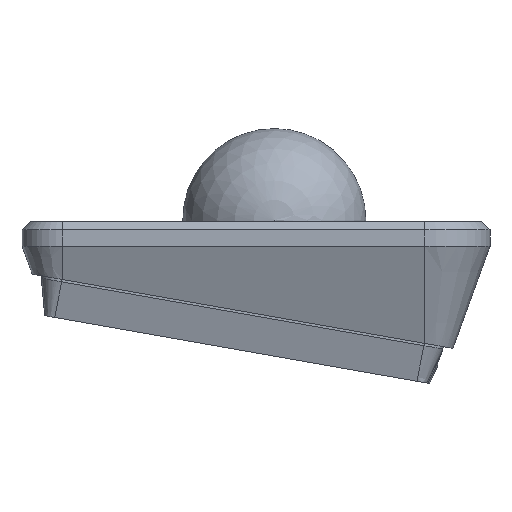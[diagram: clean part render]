
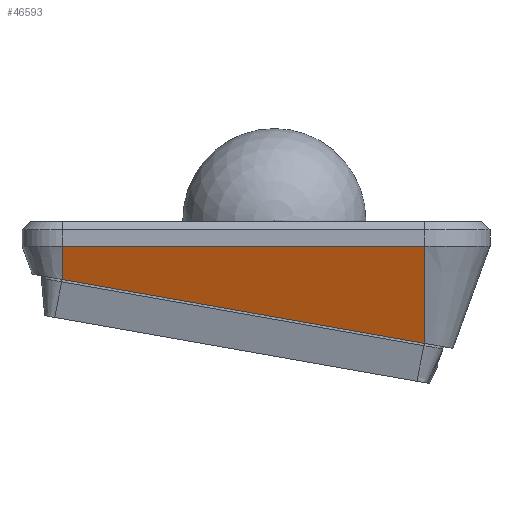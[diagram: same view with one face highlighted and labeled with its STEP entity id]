
A CAD part, front view. The second image highlights one B-rep face of the part: STEP entity #46593.
In plain terms, the highlighted planar face has unit normal (0, -0.94, -0.342).
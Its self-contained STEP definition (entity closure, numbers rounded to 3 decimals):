
#1796 = ORIENTED_EDGE ( 'NONE', *, *, #2623, .F. ) ;
#1875 = CARTESIAN_POINT ( 'NONE',  ( 38.03, -47.026, 6.251 ) ) ;
#2623 = EDGE_CURVE ( 'NONE', #32747, #24058, #9209, .T. ) ;
#2936 = LINE ( 'NONE', #6948, #39137 ) ;
#6948 = CARTESIAN_POINT ( 'NONE',  ( -13.9, -53.34, 23.6 ) ) ;
#7130 = VECTOR ( 'NONE', #41799, 1000. ) ;
#8211 = LINE ( 'NONE', #33239, #22057 ) ;
#9076 = EDGE_CURVE ( 'NONE', #46061, #46720, #18882, .T. ) ;
#9209 = LINE ( 'NONE', #1875, #7130 ) ;
#9764 = DIRECTION ( 'NONE',  ( 0., -0.94, -0.342 ) ) ;
#14165 = DIRECTION ( 'NONE',  ( 1., 0., 0. ) ) ;
#14893 = EDGE_CURVE ( 'NONE', #46061, #24058, #2936, .T. ) ;
#15356 = ORIENTED_EDGE ( 'NONE', *, *, #14893, .T. ) ;
#17322 = FACE_OUTER_BOUND ( 'NONE', #34331, .T. ) ;
#18738 = AXIS2_PLACEMENT_3D ( 'NONE', #42357, #9764, #45917 ) ;
#18882 = LINE ( 'NONE', #43918, #36656 ) ;
#22057 = VECTOR ( 'NONE', #40332, 1000. ) ;
#23857 = ORIENTED_EDGE ( 'NONE', *, *, #38427, .T. ) ;
#24058 = VERTEX_POINT ( 'NONE', #24282 ) ;
#24282 = CARTESIAN_POINT ( 'NONE',  ( -13.9, -50.358, 15.408 ) ) ;
#32238 = ORIENTED_EDGE ( 'NONE', *, *, #9076, .F. ) ;
#32747 = VERTEX_POINT ( 'NONE', #33419 ) ;
#33239 = CARTESIAN_POINT ( 'NONE',  ( 75.1, -47.153, 6.6 ) ) ;
#33419 = CARTESIAN_POINT ( 'NONE',  ( 75.1, -44.647, -0.285 ) ) ;
#34331 = EDGE_LOOP ( 'NONE', ( #23857, #32238, #15356, #1796 ) ) ;
#36656 = VECTOR ( 'NONE', #14165, 1000. ) ;
#38427 = EDGE_CURVE ( 'NONE', #32747, #46720, #8211, .T. ) ;
#39137 = VECTOR ( 'NONE', #46416, 1000. ) ;
#40332 = DIRECTION ( 'NONE',  ( 0., -0.342, 0.94 ) ) ;
#41799 = DIRECTION ( 'NONE',  ( -0.983, -0.063, 0.173 ) ) ;
#41895 = PLANE ( 'NONE',  #18738 ) ;
#42132 = CARTESIAN_POINT ( 'NONE',  ( 75.1, -53.34, 23.6 ) ) ;
#42357 = CARTESIAN_POINT ( 'NONE',  ( 38.1, -47.153, 6.6 ) ) ;
#43918 = CARTESIAN_POINT ( 'NONE',  ( 75.1, -53.34, 23.6 ) ) ;
#45562 = CARTESIAN_POINT ( 'NONE',  ( -13.9, -53.34, 23.6 ) ) ;
#45917 = DIRECTION ( 'NONE',  ( 1., 0., 0. ) ) ;
#46061 = VERTEX_POINT ( 'NONE', #45562 ) ;
#46416 = DIRECTION ( 'NONE',  ( 0., 0.342, -0.94 ) ) ;
#46593 = ADVANCED_FACE ( 'NONE', ( #17322 ), #41895, .T. ) ;
#46720 = VERTEX_POINT ( 'NONE', #42132 ) ;
